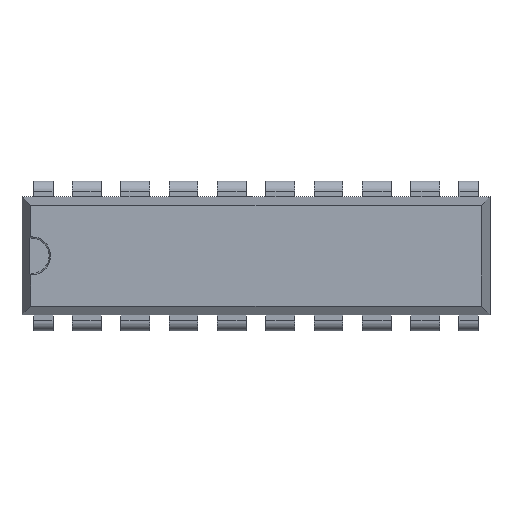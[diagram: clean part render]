
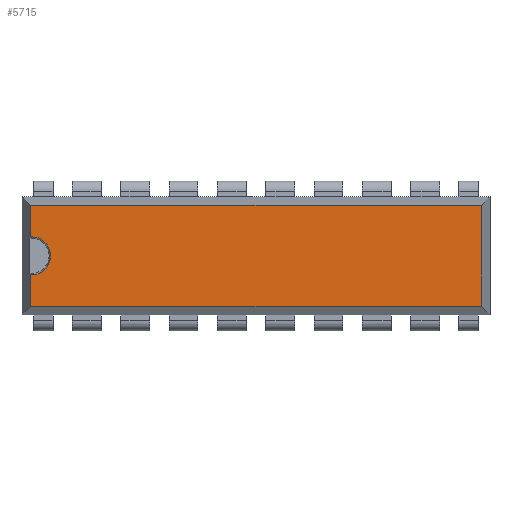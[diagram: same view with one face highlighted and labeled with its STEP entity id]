
A CAD part, top view. The second image highlights one B-rep face of the part: STEP entity #5715.
In plain terms, the highlighted planar face has unit normal (0, 0, 1).
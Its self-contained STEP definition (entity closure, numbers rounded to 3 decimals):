
#89 = DIRECTION ( 'NONE',  ( 1., 0., 0. ) ) ;
#135 = CARTESIAN_POINT ( 'NONE',  ( -0.37, 2.81, 4.36 ) ) ;
#148 = DIRECTION ( 'NONE',  ( 1., 0., 0. ) ) ;
#283 = VECTOR ( 'NONE', #5913, 1000. ) ;
#523 = CARTESIAN_POINT ( 'NONE',  ( 0.63, 3.81, 4.36 ) ) ;
#735 = VERTEX_POINT ( 'NONE', #2361 ) ;
#793 = ORIENTED_EDGE ( 'NONE', *, *, #6445, .T. ) ;
#811 = EDGE_CURVE ( 'NONE', #5330, #4650, #8278, .T. ) ;
#893 = ORIENTED_EDGE ( 'NONE', *, *, #811, .T. ) ;
#990 = EDGE_CURVE ( 'NONE', #8023, #735, #4820, .T. ) ;
#1156 = DIRECTION ( 'NONE',  ( 0., 0., 1. ) ) ;
#1247 = DIRECTION ( 'NONE',  ( 1., 0., 0. ) ) ;
#1311 = DIRECTION ( 'NONE',  ( 1., 0., 0. ) ) ;
#1313 = CARTESIAN_POINT ( 'NONE',  ( 23.28, -3.549, 4.36 ) ) ;
#1384 = CARTESIAN_POINT ( 'NONE',  ( 23.28, 6.46, 4.36 ) ) ;
#1809 = EDGE_LOOP ( 'NONE', ( #9304, #793, #6935, #3415, #5908, #6401, #893, #5870, #2383 ) ) ;
#1940 = EDGE_CURVE ( 'NONE', #9158, #5029, #5867, .T. ) ;
#2003 = CARTESIAN_POINT ( 'NONE',  ( -0.42, 0.71, 4.36 ) ) ;
#2060 = PLANE ( 'NONE',  #9906 ) ;
#2310 = CARTESIAN_POINT ( 'NONE',  ( -0.37, 3.81, 4.36 ) ) ;
#2311 = EDGE_CURVE ( 'NONE', #5652, #8023, #9205, .T. ) ;
#2361 = CARTESIAN_POINT ( 'NONE',  ( -0.42, 1.16, 4.36 ) ) ;
#2383 = ORIENTED_EDGE ( 'NONE', *, *, #1940, .T. ) ;
#2451 = DIRECTION ( 'NONE',  ( 1., 0., 0. ) ) ;
#2453 = VECTOR ( 'NONE', #2451, 1000. ) ;
#2558 = AXIS2_PLACEMENT_3D ( 'NONE', #2310, #9217, #89 ) ;
#2672 = CARTESIAN_POINT ( 'NONE',  ( 23.28, 1.16, 4.36 ) ) ;
#2747 = EDGE_CURVE ( 'NONE', #735, #5330, #2948, .T. ) ;
#2905 = DIRECTION ( 'NONE',  ( -1., 0., 0. ) ) ;
#2948 = LINE ( 'NONE', #3654, #4563 ) ;
#2956 = CIRCLE ( 'NONE', #3604, 1. ) ;
#3415 = ORIENTED_EDGE ( 'NONE', *, *, #2311, .T. ) ;
#3604 = AXIS2_PLACEMENT_3D ( 'NONE', #5946, #5186, #4369 ) ;
#3654 = CARTESIAN_POINT ( 'NONE',  ( 27.989, 1.16, 4.36 ) ) ;
#3665 = EDGE_CURVE ( 'NONE', #8664, #5652, #2956, .T. ) ;
#4369 = DIRECTION ( 'NONE',  ( 1., 0., 0. ) ) ;
#4418 = VECTOR ( 'NONE', #2905, 1000. ) ;
#4563 = VECTOR ( 'NONE', #1311, 1000. ) ;
#4648 = CARTESIAN_POINT ( 'NONE',  ( -0.42, 6.46, 4.36 ) ) ;
#4650 = VERTEX_POINT ( 'NONE', #1384 ) ;
#4820 = LINE ( 'NONE', #6341, #6173 ) ;
#5029 = VERTEX_POINT ( 'NONE', #6672 ) ;
#5110 = DIRECTION ( 'NONE',  ( 0., -1., 0. ) ) ;
#5129 = LINE ( 'NONE', #8999, #7908 ) ;
#5186 = DIRECTION ( 'NONE',  ( 0., 0., -1. ) ) ;
#5330 = VERTEX_POINT ( 'NONE', #2672 ) ;
#5443 = LINE ( 'NONE', #9412, #2453 ) ;
#5575 = DIRECTION ( 'NONE',  ( 0., -1., 0. ) ) ;
#5652 = VERTEX_POINT ( 'NONE', #135 ) ;
#5715 = ADVANCED_FACE ( 'NONE', ( #8134 ), #2060, .T. ) ;
#5867 = LINE ( 'NONE', #2003, #6362 ) ;
#5870 = ORIENTED_EDGE ( 'NONE', *, *, #7119, .F. ) ;
#5908 = ORIENTED_EDGE ( 'NONE', *, *, #990, .T. ) ;
#5913 = DIRECTION ( 'NONE',  ( 0., 1., 0. ) ) ;
#5946 = CARTESIAN_POINT ( 'NONE',  ( -0.37, 3.81, 4.36 ) ) ;
#6173 = VECTOR ( 'NONE', #5575, 1000. ) ;
#6341 = CARTESIAN_POINT ( 'NONE',  ( -0.42, 0.71, 4.36 ) ) ;
#6362 = VECTOR ( 'NONE', #5110, 1000. ) ;
#6401 = ORIENTED_EDGE ( 'NONE', *, *, #2747, .T. ) ;
#6445 = EDGE_CURVE ( 'NONE', #10066, #8664, #7440, .T. ) ;
#6672 = CARTESIAN_POINT ( 'NONE',  ( -0.42, 4.81, 4.36 ) ) ;
#6935 = ORIENTED_EDGE ( 'NONE', *, *, #3665, .T. ) ;
#7119 = EDGE_CURVE ( 'NONE', #9158, #4650, #5129, .T. ) ;
#7440 = CIRCLE ( 'NONE', #2558, 1. ) ;
#7502 = CARTESIAN_POINT ( 'NONE',  ( 1.27, 0.71, 4.36 ) ) ;
#7908 = VECTOR ( 'NONE', #1247, 1000. ) ;
#8023 = VERTEX_POINT ( 'NONE', #9687 ) ;
#8067 = EDGE_CURVE ( 'NONE', #5029, #10066, #5443, .T. ) ;
#8134 = FACE_OUTER_BOUND ( 'NONE', #1809, .T. ) ;
#8278 = LINE ( 'NONE', #1313, #283 ) ;
#8498 = CARTESIAN_POINT ( 'NONE',  ( -0.797, 2.81, 4.36 ) ) ;
#8664 = VERTEX_POINT ( 'NONE', #523 ) ;
#8999 = CARTESIAN_POINT ( 'NONE',  ( 27.989, 6.46, 4.36 ) ) ;
#9073 = CARTESIAN_POINT ( 'NONE',  ( -0.37, 4.81, 4.36 ) ) ;
#9158 = VERTEX_POINT ( 'NONE', #4648 ) ;
#9205 = LINE ( 'NONE', #8498, #4418 ) ;
#9217 = DIRECTION ( 'NONE',  ( 0., 0., -1. ) ) ;
#9304 = ORIENTED_EDGE ( 'NONE', *, *, #8067, .T. ) ;
#9412 = CARTESIAN_POINT ( 'NONE',  ( -0.37, 4.81, 4.36 ) ) ;
#9687 = CARTESIAN_POINT ( 'NONE',  ( -0.42, 2.81, 4.36 ) ) ;
#9906 = AXIS2_PLACEMENT_3D ( 'NONE', #7502, #1156, #148 ) ;
#10066 = VERTEX_POINT ( 'NONE', #9073 ) ;
